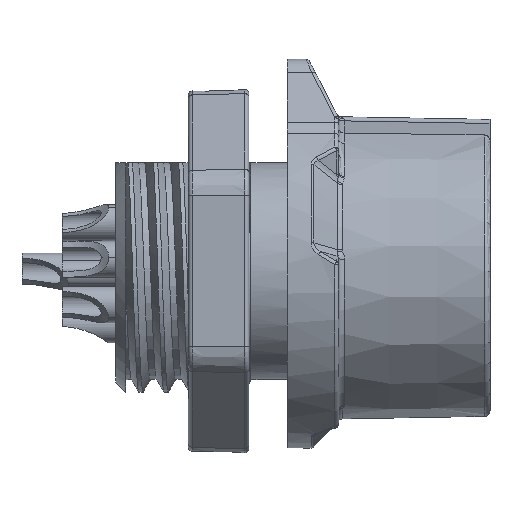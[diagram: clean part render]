
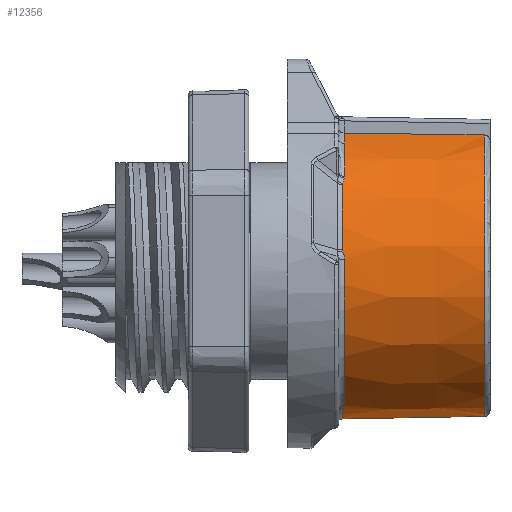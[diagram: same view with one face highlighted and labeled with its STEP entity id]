
A CAD part, top view. The second image highlights one B-rep face of the part: STEP entity #12356.
In plain terms, the highlighted conical face has half-angle 1 degrees and reference radius 7.325 mm.
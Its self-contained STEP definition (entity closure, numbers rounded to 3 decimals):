
#187 = EDGE_CURVE('',#188,#190,#192,.T.);
#188 = VERTEX_POINT('',#189);
#189 = CARTESIAN_POINT('',(0.,8.255,7.201));
#190 = VERTEX_POINT('',#191);
#191 = CARTESIAN_POINT('',(-2.501,8.255,-6.752
    ));
#192 = CIRCLE('',#193,7.201);
#193 = AXIS2_PLACEMENT_3D('',#194,#195,#196);
#194 = CARTESIAN_POINT('',(0.,8.255,0.));
#195 = DIRECTION('',(0.,-1.,-0.));
#196 = DIRECTION('',(0.,0.,-1.));
#593 = EDGE_CURVE('',#188,#594,#596,.T.);
#594 = VERTEX_POINT('',#595);
#595 = CARTESIAN_POINT('',(0.,1.224,7.323));
#596 = LINE('',#597,#598);
#597 = CARTESIAN_POINT('',(0.,1.134,7.325));
#598 = VECTOR('',#599,1.);
#599 = DIRECTION('',(0.,-1.,0.017));
#12137 = VERTEX_POINT('',#12138);
#12138 = CARTESIAN_POINT('',(-2.621,1.345,
    -6.836));
#12144 = EDGE_CURVE('',#12137,#190,#12145,.T.);
#12145 = B_SPLINE_CURVE_WITH_KNOTS('',3,(#12146,#12147,#12148,#12149,
    #12150,#12151,#12152),.UNSPECIFIED.,.F.,.F.,(4,3,4),(
    0.009,0.013,0.016),
  .UNSPECIFIED.);
#12146 = CARTESIAN_POINT('',(-2.621,1.345,
    -6.836));
#12147 = CARTESIAN_POINT('',(-2.599,2.624,
    -6.821));
#12148 = CARTESIAN_POINT('',(-2.577,3.903,
    -6.805));
#12149 = CARTESIAN_POINT('',(-2.554,5.182,
    -6.79));
#12150 = CARTESIAN_POINT('',(-2.536,6.206,
    -6.777));
#12151 = CARTESIAN_POINT('',(-2.518,7.231,
    -6.765));
#12152 = CARTESIAN_POINT('',(-2.501,8.255,
    -6.752));
#12356 = ADVANCED_FACE('',(#12357),#12476,.T.);
#12357 = FACE_BOUND('',#12358,.T.);
#12358 = EDGE_LOOP('',(#12359,#12360,#12361,#12362,#12371,#12380,#12391,
    #12400,#12409,#12418,#12431,#12440,#12449,#12460,#12469));
#12359 = ORIENTED_EDGE('',*,*,#593,.F.);
#12360 = ORIENTED_EDGE('',*,*,#187,.T.);
#12361 = ORIENTED_EDGE('',*,*,#12144,.F.);
#12362 = ORIENTED_EDGE('',*,*,#12363,.T.);
#12363 = EDGE_CURVE('',#12137,#12364,#12366,.T.);
#12364 = VERTEX_POINT('',#12365);
#12365 = CARTESIAN_POINT('',(-5.626,1.345,
    -4.685));
#12366 = CIRCLE('',#12367,7.321);
#12367 = AXIS2_PLACEMENT_3D('',#12368,#12369,#12370);
#12368 = CARTESIAN_POINT('',(0.,1.345,0.));
#12369 = DIRECTION('',(0.,1.,0.));
#12370 = DIRECTION('',(0.,-0.,1.));
#12371 = ORIENTED_EDGE('',*,*,#12372,.T.);
#12372 = EDGE_CURVE('',#12364,#12373,#12375,.T.);
#12373 = VERTEX_POINT('',#12374);
#12374 = CARTESIAN_POINT('',(-5.689,1.338,
    -4.608));
#12375 = B_SPLINE_CURVE_WITH_KNOTS('',3,(#12376,#12377,#12378,#12379),
  .UNSPECIFIED.,.F.,.F.,(4,4),(0.,0.),
  .PIECEWISE_BEZIER_KNOTS.);
#12376 = CARTESIAN_POINT('',(-5.626,1.345,
    -4.685));
#12377 = CARTESIAN_POINT('',(-5.647,1.345,
    -4.66));
#12378 = CARTESIAN_POINT('',(-5.668,1.342,
    -4.634));
#12379 = CARTESIAN_POINT('',(-5.689,1.338,
    -4.608));
#12380 = ORIENTED_EDGE('',*,*,#12381,.T.);
#12381 = EDGE_CURVE('',#12373,#12382,#12384,.T.);
#12382 = VERTEX_POINT('',#12383);
#12383 = CARTESIAN_POINT('',(-5.902,1.233,
    -4.335));
#12384 = B_SPLINE_CURVE_WITH_KNOTS('',3,(#12385,#12386,#12387,#12388,
    #12389,#12390),.UNSPECIFIED.,.F.,.F.,(4,2,4),(0.,0.,
    0.),.UNSPECIFIED.);
#12385 = CARTESIAN_POINT('',(-5.689,1.338,
    -4.608));
#12386 = CARTESIAN_POINT('',(-5.727,1.329,
    -4.561));
#12387 = CARTESIAN_POINT('',(-5.764,1.314,
    -4.516));
#12388 = CARTESIAN_POINT('',(-5.834,1.275,
    -4.426));
#12389 = CARTESIAN_POINT('',(-5.868,1.25,
    -4.382));
#12390 = CARTESIAN_POINT('',(-5.902,1.233,
    -4.335));
#12391 = ORIENTED_EDGE('',*,*,#12392,.T.);
#12392 = EDGE_CURVE('',#12382,#12393,#12395,.T.);
#12393 = VERTEX_POINT('',#12394);
#12394 = CARTESIAN_POINT('',(-5.939,1.224,
    -4.285));
#12395 = B_SPLINE_CURVE_WITH_KNOTS('',3,(#12396,#12397,#12398,#12399),
  .UNSPECIFIED.,.F.,.F.,(4,4),(0.,0.),
  .PIECEWISE_BEZIER_KNOTS.);
#12396 = CARTESIAN_POINT('',(-5.902,1.233,
    -4.335));
#12397 = CARTESIAN_POINT('',(-5.914,1.228,
    -4.319));
#12398 = CARTESIAN_POINT('',(-5.927,1.224,
    -4.302));
#12399 = CARTESIAN_POINT('',(-5.939,1.224,
    -4.285));
#12400 = ORIENTED_EDGE('',*,*,#12401,.T.);
#12401 = EDGE_CURVE('',#12393,#12402,#12404,.T.);
#12402 = VERTEX_POINT('',#12403);
#12403 = CARTESIAN_POINT('',(-7.249,1.224,
    -1.042));
#12404 = CIRCLE('',#12405,7.323);
#12405 = AXIS2_PLACEMENT_3D('',#12406,#12407,#12408);
#12406 = CARTESIAN_POINT('',(0.,1.224,0.));
#12407 = DIRECTION('',(0.,1.,0.));
#12408 = DIRECTION('',(0.,-0.,1.));
#12409 = ORIENTED_EDGE('',*,*,#12410,.T.);
#12410 = EDGE_CURVE('',#12402,#12411,#12413,.T.);
#12411 = VERTEX_POINT('',#12412);
#12412 = CARTESIAN_POINT('',(-7.256,1.232,
    -0.991));
#12413 = B_SPLINE_CURVE_WITH_KNOTS('',3,(#12414,#12415,#12416,#12417),
  .UNSPECIFIED.,.F.,.F.,(4,4),(0.,0.),
  .PIECEWISE_BEZIER_KNOTS.);
#12414 = CARTESIAN_POINT('',(-7.249,1.224,
    -1.042));
#12415 = CARTESIAN_POINT('',(-7.251,1.224,
    -1.025));
#12416 = CARTESIAN_POINT('',(-7.254,1.227,
    -1.008));
#12417 = CARTESIAN_POINT('',(-7.256,1.232,
    -0.991));
#12418 = ORIENTED_EDGE('',*,*,#12419,.T.);
#12419 = EDGE_CURVE('',#12411,#12420,#12422,.T.);
#12420 = VERTEX_POINT('',#12421);
#12421 = CARTESIAN_POINT('',(-7.298,1.345,
    -0.582));
#12422 = B_SPLINE_CURVE_WITH_KNOTS('',3,(#12423,#12424,#12425,#12426,
    #12427,#12428,#12429,#12430),.UNSPECIFIED.,.F.,.F.,(4,2,2,4),(0.,
    0.,0.,0.),
  .UNSPECIFIED.);
#12423 = CARTESIAN_POINT('',(-7.256,1.232,
    -0.991));
#12424 = CARTESIAN_POINT('',(-7.26,1.242,
    -0.957));
#12425 = CARTESIAN_POINT('',(-7.264,1.257,
    -0.924));
#12426 = CARTESIAN_POINT('',(-7.272,1.285,
    -0.859));
#12427 = CARTESIAN_POINT('',(-7.275,1.299,
    -0.825));
#12428 = CARTESIAN_POINT('',(-7.286,1.332,
    -0.723));
#12429 = CARTESIAN_POINT('',(-7.292,1.345,
    -0.654));
#12430 = CARTESIAN_POINT('',(-7.298,1.345,
    -0.582));
#12431 = ORIENTED_EDGE('',*,*,#12432,.T.);
#12432 = EDGE_CURVE('',#12420,#12433,#12435,.T.);
#12433 = VERTEX_POINT('',#12434);
#12434 = CARTESIAN_POINT('',(-3.066,1.345,
    6.648));
#12435 = CIRCLE('',#12436,7.321);
#12436 = AXIS2_PLACEMENT_3D('',#12437,#12438,#12439);
#12437 = CARTESIAN_POINT('',(0.,1.345,0.));
#12438 = DIRECTION('',(0.,1.,0.));
#12439 = DIRECTION('',(0.,-0.,1.));
#12440 = ORIENTED_EDGE('',*,*,#12441,.T.);
#12441 = EDGE_CURVE('',#12433,#12442,#12444,.T.);
#12442 = VERTEX_POINT('',#12443);
#12443 = CARTESIAN_POINT('',(-2.965,1.335,
    6.694));
#12444 = B_SPLINE_CURVE_WITH_KNOTS('',3,(#12445,#12446,#12447,#12448),
  .UNSPECIFIED.,.F.,.F.,(4,4),(0.,0.),
  .PIECEWISE_BEZIER_KNOTS.);
#12445 = CARTESIAN_POINT('',(-3.066,1.345,
    6.648));
#12446 = CARTESIAN_POINT('',(-3.033,1.345,
    6.664));
#12447 = CARTESIAN_POINT('',(-2.999,1.342,6.679
    ));
#12448 = CARTESIAN_POINT('',(-2.965,1.335,
    6.694));
#12449 = ORIENTED_EDGE('',*,*,#12450,.T.);
#12450 = EDGE_CURVE('',#12442,#12451,#12453,.T.);
#12451 = VERTEX_POINT('',#12452);
#12452 = CARTESIAN_POINT('',(-2.685,1.232,
    6.813));
#12453 = B_SPLINE_CURVE_WITH_KNOTS('',3,(#12454,#12455,#12456,#12457,
    #12458,#12459),.UNSPECIFIED.,.F.,.F.,(4,2,4),(0.,0.,
    0.),.UNSPECIFIED.);
#12454 = CARTESIAN_POINT('',(-2.965,1.335,
    6.694));
#12455 = CARTESIAN_POINT('',(-2.917,1.326,
    6.716));
#12456 = CARTESIAN_POINT('',(-2.87,1.31,
    6.736));
#12457 = CARTESIAN_POINT('',(-2.777,1.272,
    6.776));
#12458 = CARTESIAN_POINT('',(-2.733,1.247,
    6.794));
#12459 = CARTESIAN_POINT('',(-2.685,1.232,
    6.813));
#12460 = ORIENTED_EDGE('',*,*,#12461,.T.);
#12461 = EDGE_CURVE('',#12451,#12462,#12464,.T.);
#12462 = VERTEX_POINT('',#12463);
#12463 = CARTESIAN_POINT('',(-2.637,1.224,
    6.832));
#12464 = B_SPLINE_CURVE_WITH_KNOTS('',3,(#12465,#12466,#12467,#12468),
  .UNSPECIFIED.,.F.,.F.,(4,4),(0.,0.),
  .PIECEWISE_BEZIER_KNOTS.);
#12465 = CARTESIAN_POINT('',(-2.685,1.232,
    6.813));
#12466 = CARTESIAN_POINT('',(-2.67,1.227,6.819
    ));
#12467 = CARTESIAN_POINT('',(-2.654,1.224,
    6.826));
#12468 = CARTESIAN_POINT('',(-2.637,1.224,
    6.832));
#12469 = ORIENTED_EDGE('',*,*,#12470,.T.);
#12470 = EDGE_CURVE('',#12462,#594,#12471,.T.);
#12471 = CIRCLE('',#12472,7.323);
#12472 = AXIS2_PLACEMENT_3D('',#12473,#12474,#12475);
#12473 = CARTESIAN_POINT('',(0.,1.224,0.));
#12474 = DIRECTION('',(0.,1.,0.));
#12475 = DIRECTION('',(0.,-0.,1.));
#12476 = CONICAL_SURFACE('',#12477,7.325,0.017);
#12477 = AXIS2_PLACEMENT_3D('',#12478,#12479,#12480);
#12478 = CARTESIAN_POINT('',(0.,1.134,0.));
#12479 = DIRECTION('',(-0.,-1.,-0.));
#12480 = DIRECTION('',(0.,0.,1.));
